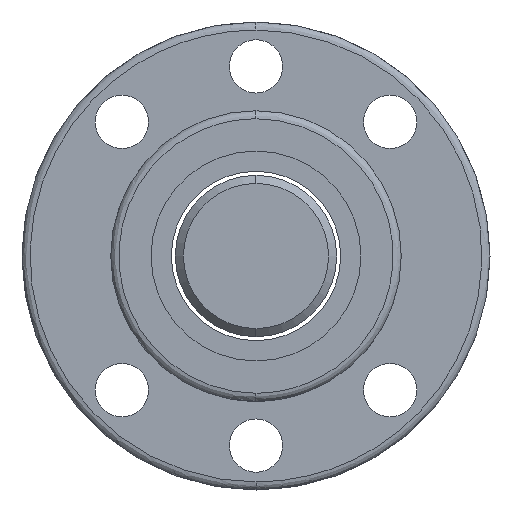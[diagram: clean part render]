
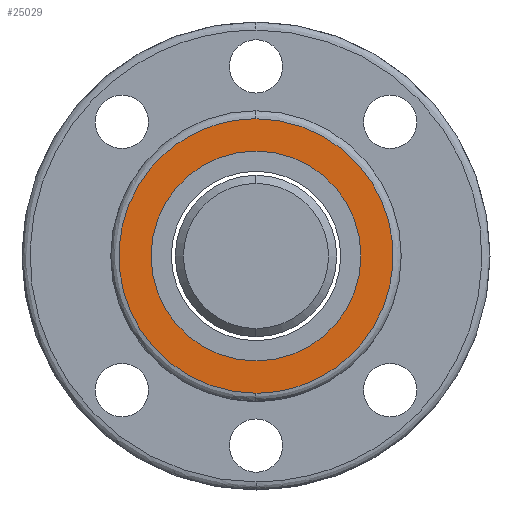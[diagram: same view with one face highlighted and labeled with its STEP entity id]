
A CAD part, left-side view. The second image highlights one B-rep face of the part: STEP entity #25029.
In plain terms, the highlighted planar face has unit normal (-1, 0, 0).
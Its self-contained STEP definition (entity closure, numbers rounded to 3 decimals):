
#876 = EDGE_LOOP ( 'NONE', ( #14425, #1993 ) ) ;
#1038 = EDGE_CURVE ( 'NONE', #21939, #11064, #20437, .T. ) ;
#1688 = EDGE_LOOP ( 'NONE', ( #18657, #22383 ) ) ;
#1896 = CARTESIAN_POINT ( 'NONE',  ( -116., -34., -17. ) ) ;
#1993 = ORIENTED_EDGE ( 'NONE', *, *, #16814, .F. ) ;
#3033 = FACE_BOUND ( 'NONE', #1688, .T. ) ;
#3269 = EDGE_CURVE ( 'NONE', #11064, #21939, #4171, .T. ) ;
#3966 = DIRECTION ( 'NONE',  ( -1., 0., 0. ) ) ;
#4040 = CARTESIAN_POINT ( 'NONE',  ( -116., 0., -17. ) ) ;
#4171 = CIRCLE ( 'NONE', #23806, 13. ) ;
#6044 = CARTESIAN_POINT ( 'NONE',  ( -116., 15., 0. ) ) ;
#6119 = DIRECTION ( 'NONE',  ( 1., 0., 0. ) ) ;
#7490 = VERTEX_POINT ( 'NONE', #20236 ) ;
#7688 = CARTESIAN_POINT ( 'NONE',  ( -116., 0., 17. ) ) ;
#8096 = DIRECTION ( 'NONE',  ( 0., 0., -1. ) ) ;
#10346 = FACE_OUTER_BOUND ( 'NONE', #876, .T. ) ;
#11064 = VERTEX_POINT ( 'NONE', #24409 ) ;
#11856 = CARTESIAN_POINT ( 'NONE',  ( -116., -34., 17. ) ) ;
#12449 = CARTESIAN_POINT ( 'NONE',  ( -116., 0., 17. ) ) ;
#13720 = AXIS2_PLACEMENT_3D ( 'NONE', #23370, #3966, #19544 ) ;
#13866 = DIRECTION ( 'NONE',  ( 0., 0., -1. ) ) ;
#14425 = ORIENTED_EDGE ( 'NONE', *, *, #17121, .F. ) ;
#14648 = CARTESIAN_POINT ( 'NONE',  ( -116., 0., -17. ) ) ;
#15223 = AXIS2_PLACEMENT_3D ( 'NONE', #6044, #6119, #8096 ) ;
#15772 = PLANE ( 'NONE',  #15223 ) ;
#16636 =( BOUNDED_CURVE ( )  B_SPLINE_CURVE ( 3, ( #7688, #11856, #1896, #4040 ),
 .UNSPECIFIED., .F., .F. ) 
 B_SPLINE_CURVE_WITH_KNOTS ( ( 4, 4 ),
 ( 0.5, 1. ),
 .UNSPECIFIED. ) 
 CURVE ( )  GEOMETRIC_REPRESENTATION_ITEM ( )  RATIONAL_B_SPLINE_CURVE ( ( 1., 0.333, 0.333, 1. ) ) 
 REPRESENTATION_ITEM ( '' )  );
#16814 = EDGE_CURVE ( 'NONE', #7490, #19755, #16636, .T. ) ;
#17121 = EDGE_CURVE ( 'NONE', #19755, #7490, #18049, .T. ) ;
#17680 = CARTESIAN_POINT ( 'NONE',  ( -116., 0., -17. ) ) ;
#18049 =( BOUNDED_CURVE ( )  B_SPLINE_CURVE ( 3, ( #14648, #20211, #22169, #12449 ),
 .UNSPECIFIED., .F., .T. ) 
 B_SPLINE_CURVE_WITH_KNOTS ( ( 4, 4 ),
 ( 0., 0.5 ),
 .UNSPECIFIED. ) 
 CURVE ( )  GEOMETRIC_REPRESENTATION_ITEM ( )  RATIONAL_B_SPLINE_CURVE ( ( 1., 0.333, 0.333, 1. ) ) 
 REPRESENTATION_ITEM ( '' )  );
#18657 = ORIENTED_EDGE ( 'NONE', *, *, #3269, .F. ) ;
#19544 = DIRECTION ( 'NONE',  ( 0., 0., -1. ) ) ;
#19755 = VERTEX_POINT ( 'NONE', #17680 ) ;
#20211 = CARTESIAN_POINT ( 'NONE',  ( -116., 34., -17. ) ) ;
#20236 = CARTESIAN_POINT ( 'NONE',  ( -116., 0., 17. ) ) ;
#20437 = CIRCLE ( 'NONE', #13720, 13. ) ;
#21939 = VERTEX_POINT ( 'NONE', #23190 ) ;
#22169 = CARTESIAN_POINT ( 'NONE',  ( -116., 34., 17. ) ) ;
#22383 = ORIENTED_EDGE ( 'NONE', *, *, #1038, .F. ) ;
#23190 = CARTESIAN_POINT ( 'NONE',  ( -116., 0., 13. ) ) ;
#23370 = CARTESIAN_POINT ( 'NONE',  ( -116., 0., 0. ) ) ;
#23697 = CARTESIAN_POINT ( 'NONE',  ( -116., 0., 0. ) ) ;
#23806 = AXIS2_PLACEMENT_3D ( 'NONE', #23697, #24527, #13866 ) ;
#24409 = CARTESIAN_POINT ( 'NONE',  ( -116., 0., -13. ) ) ;
#24527 = DIRECTION ( 'NONE',  ( -1., 0., 0. ) ) ;
#25029 = ADVANCED_FACE ( 'NONE', ( #3033, #10346 ), #15772, .F. ) ;
